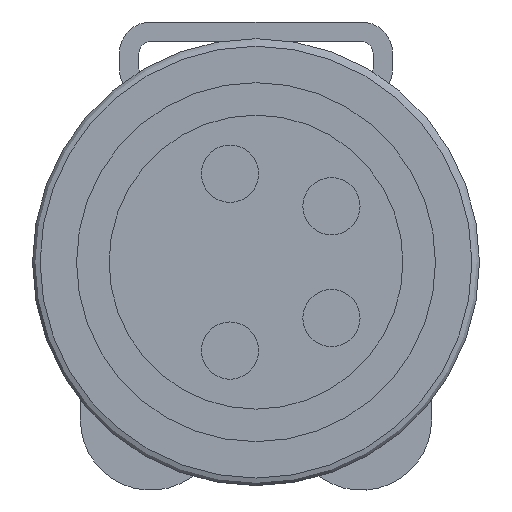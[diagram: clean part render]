
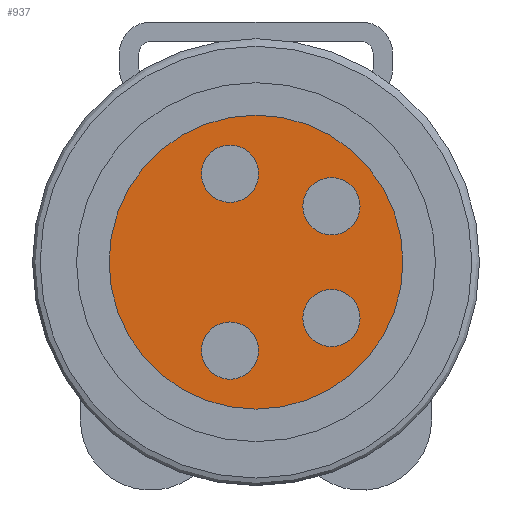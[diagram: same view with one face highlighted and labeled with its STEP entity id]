
A CAD part, front view. The second image highlights one B-rep face of the part: STEP entity #937.
In plain terms, the highlighted planar face has unit normal (0, -1, 0).
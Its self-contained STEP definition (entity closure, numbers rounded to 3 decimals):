
#937=ADVANCED_FACE('',(#1288,#1289,#1290,#1291,#1292),#1183,.F.);
#1183=PLANE('',#4088);
#1288=FACE_BOUND('',#1451,.T.);
#1289=FACE_BOUND('',#1452,.T.);
#1290=FACE_BOUND('',#1453,.T.);
#1291=FACE_BOUND('',#1454,.T.);
#1292=FACE_BOUND('',#1455,.T.);
#1451=EDGE_LOOP('',(#1795));
#1452=EDGE_LOOP('',(#1796));
#1453=EDGE_LOOP('',(#1797));
#1454=EDGE_LOOP('',(#1798));
#1455=EDGE_LOOP('',(#1799));
#1795=ORIENTED_EDGE('',*,*,#3287,.T.);
#1796=ORIENTED_EDGE('',*,*,#3286,.T.);
#1797=ORIENTED_EDGE('',*,*,#3285,.F.);
#1798=ORIENTED_EDGE('',*,*,#3288,.T.);
#1799=ORIENTED_EDGE('',*,*,#3284,.F.);
#2893=VERTEX_POINT('',#5780);
#2894=VERTEX_POINT('',#5783);
#2895=VERTEX_POINT('',#5786);
#2896=VERTEX_POINT('',#5789);
#2897=VERTEX_POINT('',#5792);
#3284=EDGE_CURVE('',#2893,#2893,#3837,.T.);
#3285=EDGE_CURVE('',#2894,#2894,#3838,.T.);
#3286=EDGE_CURVE('',#2895,#2895,#3839,.T.);
#3287=EDGE_CURVE('',#2896,#2896,#3840,.T.);
#3288=EDGE_CURVE('',#2897,#2897,#3841,.T.);
#3837=CIRCLE('',#4079,0.55);
#3838=CIRCLE('',#4081,0.55);
#3839=CIRCLE('',#4083,0.55);
#3840=CIRCLE('',#4085,0.55);
#3841=CIRCLE('',#4087,2.825);
#4079=AXIS2_PLACEMENT_3D('',#5779,#4575,#4576);
#4081=AXIS2_PLACEMENT_3D('',#5782,#4579,#4580);
#4083=AXIS2_PLACEMENT_3D('',#5785,#4583,#4584);
#4085=AXIS2_PLACEMENT_3D('',#5788,#4587,#4588);
#4087=AXIS2_PLACEMENT_3D('',#5791,#4591,#4592);
#4088=AXIS2_PLACEMENT_3D('',#5793,#4593,#4594);
#4575=DIRECTION('',(0.,-1.,0.));
#4576=DIRECTION('',(0.,0.,1.));
#4579=DIRECTION('',(0.,-1.,0.));
#4580=DIRECTION('',(0.,0.,1.));
#4583=DIRECTION('',(0.,1.,0.));
#4584=DIRECTION('',(0.,0.,1.));
#4587=DIRECTION('',(0.,1.,0.));
#4588=DIRECTION('',(0.,0.,1.));
#4591=DIRECTION('',(0.,-1.,0.));
#4592=DIRECTION('',(0.,0.,-1.));
#4593=DIRECTION('',(0.,1.,0.));
#4594=DIRECTION('',(0.,0.,-1.));
#5779=CARTESIAN_POINT('',(117.15,-17.4,1.075));
#5780=CARTESIAN_POINT('',(117.15,-17.4,1.625));
#5782=CARTESIAN_POINT('',(115.2,-17.4,1.7));
#5783=CARTESIAN_POINT('',(115.2,-17.4,2.25));
#5785=CARTESIAN_POINT('',(117.15,-17.4,-1.075));
#5786=CARTESIAN_POINT('',(117.15,-17.4,-0.525));
#5788=CARTESIAN_POINT('',(115.2,-17.4,-1.7));
#5789=CARTESIAN_POINT('',(115.2,-17.4,-1.15));
#5791=CARTESIAN_POINT('',(115.7,-17.4,0.));
#5792=CARTESIAN_POINT('',(115.7,-17.4,-2.825));
#5793=CARTESIAN_POINT('',(118.525,-17.4,0.));
